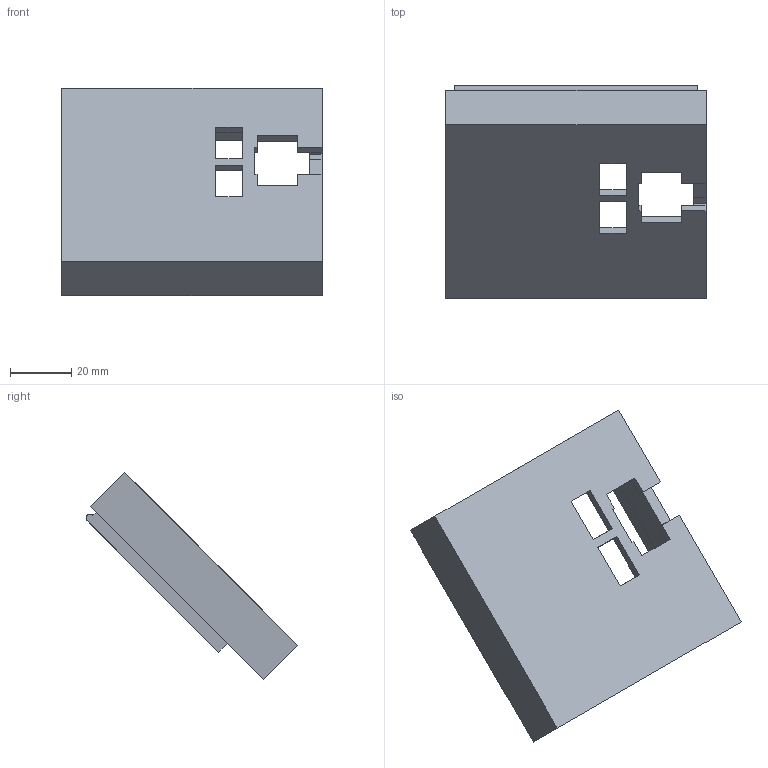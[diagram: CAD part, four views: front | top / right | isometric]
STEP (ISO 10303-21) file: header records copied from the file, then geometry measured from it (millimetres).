
FILE_DESCRIPTION(('FreeCAD Model'),'2;1');
FILE_NAME('Open CASCADE Shape Model','2022-08-31T22:34:54',(''),(''), 'Open CASCADE STEP processor 7.6','FreeCAD','Unknown');
FILE_SCHEMA(('AUTOMOTIVE_DESIGN { 1 0 10303 214 1 1 1 1 }'));
Length unit declared in the file: millimetre
Products named in the file (1): faceAvant
Bounding box: 85 x 69.25 x 67.71 mm (x, y, z)
Volume: 32366.7 mm3; surface area: 23910.6 mm2
Topology: 1 solids, 1 shells, 69 faces, 188 edges, 122 vertices
Faces by surface type: plane 64, cylinder 5
Full cylindrical faces by diameter (mm): 4 x2
Entity records: 4624 total; most frequent: CARTESIAN_POINT 780, DIRECTION 710, LINE 544, VECTOR 544, ORIENTED_EDGE 376, PCURVE 376, DEFINITIONAL_REPRESENTATION 376, EDGE_CURVE 188
